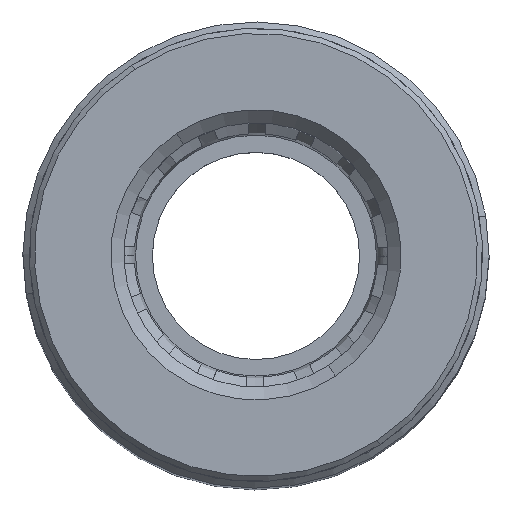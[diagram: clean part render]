
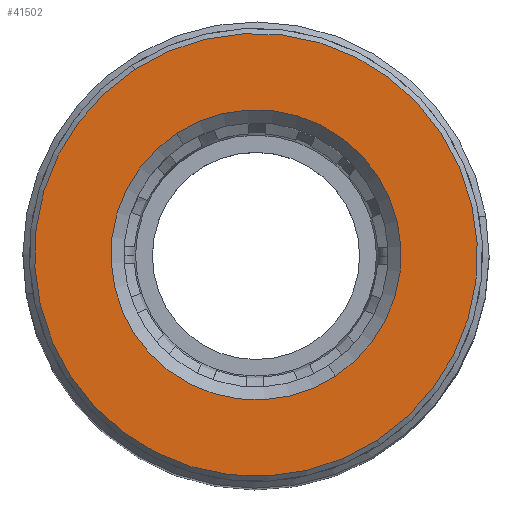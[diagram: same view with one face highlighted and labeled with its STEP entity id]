
A CAD part, top view. The second image highlights one B-rep face of the part: STEP entity #41502.
In plain terms, the highlighted planar face has unit normal (0, 0, 1).
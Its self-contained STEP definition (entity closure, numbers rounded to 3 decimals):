
#4172 = CARTESIAN_POINT ( 'NONE',  ( 9.682, 12.509, 27.484 ) ) ;
#5066 = CARTESIAN_POINT ( 'NONE',  ( 9.682, 12.509, 27.484 ) ) ;
#5775 = AXIS2_PLACEMENT_3D ( 'NONE', #37745, #17192, #41195 ) ;
#6081 = AXIS2_PLACEMENT_3D ( 'NONE', #39691, #19126, #43138 ) ;
#7648 = DIRECTION ( 'NONE',  ( 0.548, -0.837, 0. ) ) ;
#8520 = DIRECTION ( 'NONE',  ( -0.548, 0.837, 0. ) ) ;
#8579 = CARTESIAN_POINT ( 'NONE',  ( 6.616, 17.195, 27.484 ) ) ;
#8580 = AXIS2_PLACEMENT_3D ( 'NONE', #16130, #40119, #19545 ) ;
#12358 = CARTESIAN_POINT ( 'NONE',  ( 12.749, 7.824, 27.484 ) ) ;
#14155 = VERTEX_POINT ( 'NONE', #35793 ) ;
#14786 = FACE_OUTER_BOUND ( 'NONE', #41644, .T. ) ;
#16130 = CARTESIAN_POINT ( 'NONE',  ( 9.682, 12.509, 27.484 ) ) ;
#17192 = DIRECTION ( 'NONE',  ( 0., 0., 1. ) ) ;
#18119 = AXIS2_PLACEMENT_3D ( 'NONE', #4172, #28144, #7648 ) ;
#18681 = ORIENTED_EDGE ( 'NONE', *, *, #28446, .T. ) ;
#19126 = DIRECTION ( 'NONE',  ( 0., 0., 1. ) ) ;
#19545 = DIRECTION ( 'NONE',  ( 0.548, -0.837, 0. ) ) ;
#22289 = ORIENTED_EDGE ( 'NONE', *, *, #39738, .T. ) ;
#26218 = ORIENTED_EDGE ( 'NONE', *, *, #31381, .T. ) ;
#27422 = VERTEX_POINT ( 'NONE', #8579 ) ;
#28144 = DIRECTION ( 'NONE',  ( 0., 0., -1. ) ) ;
#28385 = AXIS2_PLACEMENT_3D ( 'NONE', #5066, #29058, #8520 ) ;
#28446 = EDGE_CURVE ( 'NONE', #38064, #27422, #31928, .T. ) ;
#28997 = CARTESIAN_POINT ( 'NONE',  ( 5., 19.663, 27.484 ) ) ;
#29058 = DIRECTION ( 'NONE',  ( 0., 0., 1. ) ) ;
#30484 = VERTEX_POINT ( 'NONE', #28997 ) ;
#31381 = EDGE_CURVE ( 'NONE', #30484, #14155, #42604, .T. ) ;
#31928 = CIRCLE ( 'NONE', #8580, 5.6 ) ;
#32316 = EDGE_LOOP ( 'NONE', ( #18681, #34688 ) ) ;
#32434 = CIRCLE ( 'NONE', #28385, 8.55 ) ;
#34688 = ORIENTED_EDGE ( 'NONE', *, *, #41851, .T. ) ;
#35793 = CARTESIAN_POINT ( 'NONE',  ( 14.364, 5.355, 27.484 ) ) ;
#37745 = CARTESIAN_POINT ( 'NONE',  ( 9.682, 12.509, 27.484 ) ) ;
#38064 = VERTEX_POINT ( 'NONE', #12358 ) ;
#38370 = CIRCLE ( 'NONE', #18119, 5.6 ) ;
#39532 = PLANE ( 'NONE',  #6081 ) ;
#39691 = CARTESIAN_POINT ( 'NONE',  ( 9.682, 12.509, 27.484 ) ) ;
#39738 = EDGE_CURVE ( 'NONE', #14155, #30484, #32434, .T. ) ;
#40119 = DIRECTION ( 'NONE',  ( 0., 0., -1. ) ) ;
#41195 = DIRECTION ( 'NONE',  ( -0.548, 0.837, 0. ) ) ;
#41502 = ADVANCED_FACE ( 'NONE', ( #42164, #14786 ), #39532, .T. ) ;
#41644 = EDGE_LOOP ( 'NONE', ( #26218, #22289 ) ) ;
#41851 = EDGE_CURVE ( 'NONE', #27422, #38064, #38370, .T. ) ;
#42164 = FACE_BOUND ( 'NONE', #32316, .T. ) ;
#42604 = CIRCLE ( 'NONE', #5775, 8.55 ) ;
#43138 = DIRECTION ( 'NONE',  ( 0.548, -0.837, 0. ) ) ;
